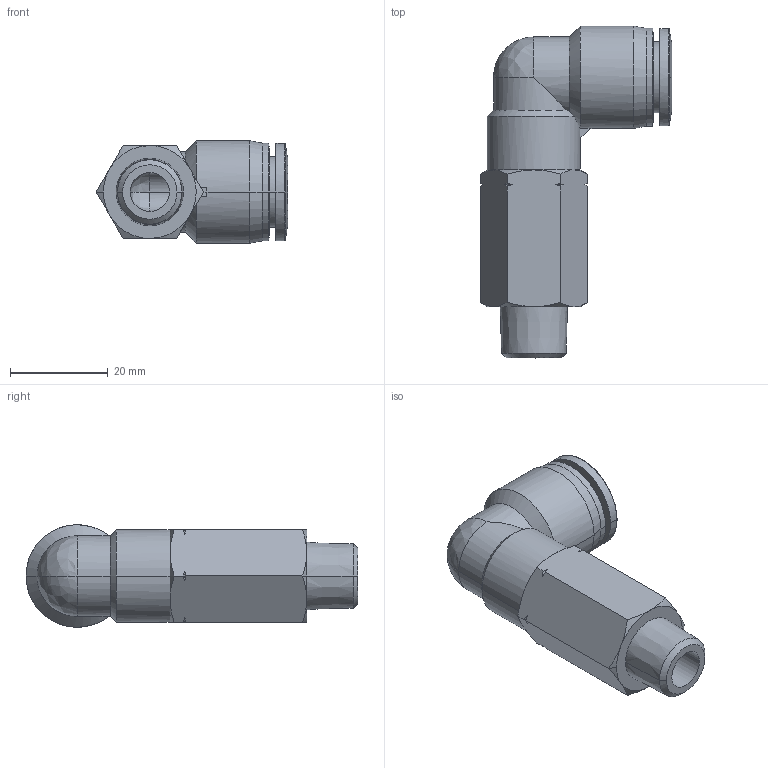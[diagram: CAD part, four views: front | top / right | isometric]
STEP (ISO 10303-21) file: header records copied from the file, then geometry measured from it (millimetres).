
FILE_DESCRIPTION (( 'STEP AP214' ), '1' );
FILE_NAME ('MEL12-14N.step', '2016-02-24T20:42:21', ( '' ), ( '' ), 'SwSTEP 2.0', 'SolidWorks 2015', '' );
FILE_SCHEMA (( 'AUTOMOTIVE_DESIGN' ));
Length unit declared in the file: inch
Products named in the file (1): MEL12-14N
Bounding box: 39.22 x 68 x 21 mm (x, y, z)
Volume: 16944 mm3; surface area: 8285.6 mm2
Topology: 1 solids, 1 shells, 85 faces, 206 edges, 122 vertices
Faces by surface type: cone 43, cylinder 20, plane 14, bspline 8
Entity records: 4875 total; most frequent: CARTESIAN_POINT 1935, ORIENTED_EDGE 404, DIRECTION 329, EDGE_CURVE 202, AXIS2_PLACEMENT_3D 138, VERTEX_POINT 122, EDGE_LOOP 90, LENGTH_MEASURE_WITH_UNIT 88
